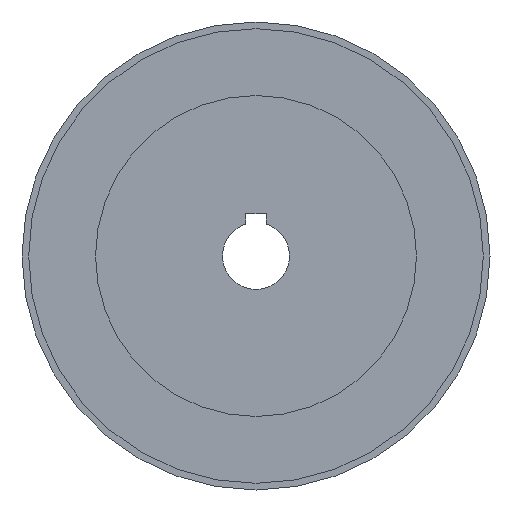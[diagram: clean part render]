
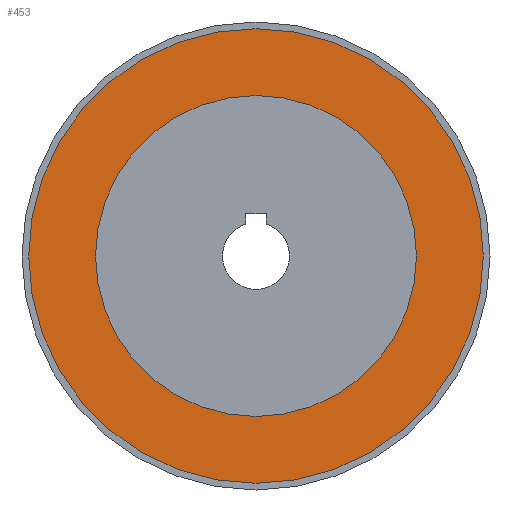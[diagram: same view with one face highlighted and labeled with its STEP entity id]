
A CAD part, front view. The second image highlights one B-rep face of the part: STEP entity #453.
In plain terms, the highlighted planar face has unit normal (0, -1, 0).
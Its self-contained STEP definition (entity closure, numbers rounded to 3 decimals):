
#12 = AXIS2_PLACEMENT_3D ( 'NONE', #319, #540, #501 ) ;
#21 = AXIS2_PLACEMENT_3D ( 'NONE', #76, #331, #211 ) ;
#56 = EDGE_LOOP ( 'NONE', ( #324, #383 ) ) ;
#57 = CIRCLE ( 'NONE', #21, 24. ) ;
#59 = PLANE ( 'NONE',  #12 ) ;
#74 = EDGE_CURVE ( 'NONE', #88, #282, #550, .T. ) ;
#76 = CARTESIAN_POINT ( 'NONE',  ( 0., 1.5, 0. ) ) ;
#88 = VERTEX_POINT ( 'NONE', #364 ) ;
#105 = FACE_BOUND ( 'NONE', #266, .T. ) ;
#121 = CARTESIAN_POINT ( 'NONE',  ( 0., 1.5, -34. ) ) ;
#122 = EDGE_CURVE ( 'NONE', #431, #480, #313, .T. ) ;
#151 = FACE_OUTER_BOUND ( 'NONE', #56, .T. ) ;
#154 = CIRCLE ( 'NONE', #455, 34. ) ;
#156 = DIRECTION ( 'NONE',  ( 0., -1., 0. ) ) ;
#172 = CARTESIAN_POINT ( 'NONE',  ( 0., 1.5, -24. ) ) ;
#174 = DIRECTION ( 'NONE',  ( 0., 0., -1. ) ) ;
#175 = AXIS2_PLACEMENT_3D ( 'NONE', #247, #156, #537 ) ;
#211 = DIRECTION ( 'NONE',  ( 0., 0., -1. ) ) ;
#219 = EDGE_CURVE ( 'NONE', #282, #88, #154, .T. ) ;
#247 = CARTESIAN_POINT ( 'NONE',  ( 0., 1.5, 0. ) ) ;
#251 = CARTESIAN_POINT ( 'NONE',  ( 0., 1.5, 0. ) ) ;
#266 = EDGE_LOOP ( 'NONE', ( #450, #357 ) ) ;
#282 = VERTEX_POINT ( 'NONE', #121 ) ;
#313 = CIRCLE ( 'NONE', #481, 24. ) ;
#319 = CARTESIAN_POINT ( 'NONE',  ( 34., 1.5, 0. ) ) ;
#322 = EDGE_CURVE ( 'NONE', #480, #431, #57, .T. ) ;
#324 = ORIENTED_EDGE ( 'NONE', *, *, #219, .T. ) ;
#331 = DIRECTION ( 'NONE',  ( 0., -1., 0. ) ) ;
#346 = DIRECTION ( 'NONE',  ( 0., -1., 0. ) ) ;
#357 = ORIENTED_EDGE ( 'NONE', *, *, #322, .F. ) ;
#364 = CARTESIAN_POINT ( 'NONE',  ( 0., 1.5, 34. ) ) ;
#380 = CARTESIAN_POINT ( 'NONE',  ( 0., 1.5, 0. ) ) ;
#383 = ORIENTED_EDGE ( 'NONE', *, *, #74, .T. ) ;
#414 = DIRECTION ( 'NONE',  ( 0., -1., 0. ) ) ;
#415 = CARTESIAN_POINT ( 'NONE',  ( 0., 1.5, 24. ) ) ;
#431 = VERTEX_POINT ( 'NONE', #172 ) ;
#450 = ORIENTED_EDGE ( 'NONE', *, *, #122, .F. ) ;
#453 = ADVANCED_FACE ( 'NONE', ( #151, #105 ), #59, .T. ) ;
#455 = AXIS2_PLACEMENT_3D ( 'NONE', #380, #346, #174 ) ;
#480 = VERTEX_POINT ( 'NONE', #415 ) ;
#481 = AXIS2_PLACEMENT_3D ( 'NONE', #251, #414, #507 ) ;
#501 = DIRECTION ( 'NONE',  ( 0., 0., -1. ) ) ;
#507 = DIRECTION ( 'NONE',  ( 0., 0., -1. ) ) ;
#537 = DIRECTION ( 'NONE',  ( 0., 0., -1. ) ) ;
#540 = DIRECTION ( 'NONE',  ( 0., -1., 0. ) ) ;
#550 = CIRCLE ( 'NONE', #175, 34. ) ;
